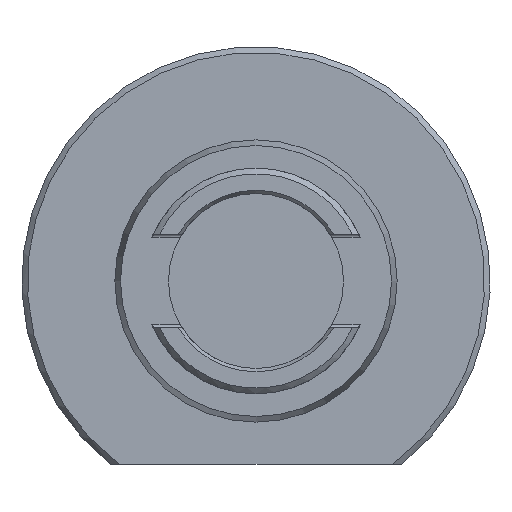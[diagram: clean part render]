
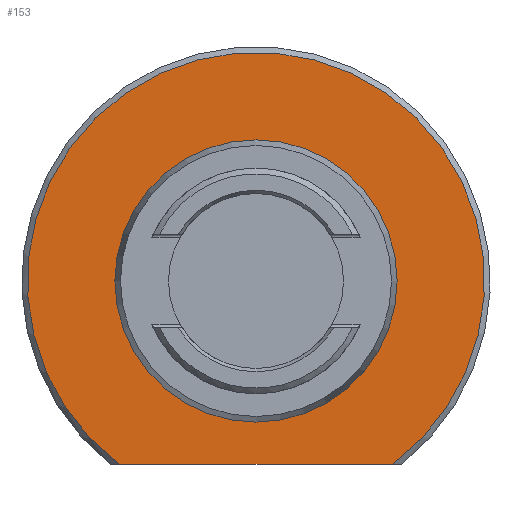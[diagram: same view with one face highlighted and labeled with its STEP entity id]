
A CAD part, left-side view. The second image highlights one B-rep face of the part: STEP entity #153.
In plain terms, the highlighted planar face has unit normal (-1, 0, 0).
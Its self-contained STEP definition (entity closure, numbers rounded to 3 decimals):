
#153 = ADVANCED_FACE( '', ( #382, #383 ), #384, .T. );
#382 = FACE_OUTER_BOUND( '', #702, .T. );
#383 = FACE_BOUND( '', #703, .T. );
#384 = PLANE( '', #704 );
#702 = EDGE_LOOP( '', ( #1095, #1096 ) );
#703 = EDGE_LOOP( '', ( #1097 ) );
#704 = AXIS2_PLACEMENT_3D( '', #1098, #1099, #1100 );
#1095 = ORIENTED_EDGE( '', *, *, #1827, .F. );
#1096 = ORIENTED_EDGE( '', *, *, #1828, .T. );
#1097 = ORIENTED_EDGE( '', *, *, #1829, .F. );
#1098 = CARTESIAN_POINT( '', ( -43.5, 0., 0. ) );
#1099 = DIRECTION( '', ( -1., 0., 0. ) );
#1100 = DIRECTION( '', ( 0., -1., 0. ) );
#1827 = EDGE_CURVE( '', #2192, #2193, #2194, .T. );
#1828 = EDGE_CURVE( '', #2192, #2193, #2195, .T. );
#1829 = EDGE_CURVE( '', #2196, #2196, #2197, .T. );
#2192 = VERTEX_POINT( '', #2703 );
#2193 = VERTEX_POINT( '', #2704 );
#2194 = LINE( '', #2705, #2706 );
#2195 = CIRCLE( '', #2707, 40.5 );
#2196 = VERTEX_POINT( '', #2708 );
#2197 = CIRCLE( '', #2709, 23.225 );
#2703 = CARTESIAN_POINT( '', ( -43.5, -24.166, -32.5 ) );
#2704 = CARTESIAN_POINT( '', ( -43.5, 24.166, -32.5 ) );
#2705 = CARTESIAN_POINT( '', ( -43.5, 0., -32.5 ) );
#2706 = VECTOR( '', #3233, 1000. );
#2707 = AXIS2_PLACEMENT_3D( '', #3234, #3235, #3236 );
#2708 = CARTESIAN_POINT( '', ( -43.5, 0., 23.225 ) );
#2709 = AXIS2_PLACEMENT_3D( '', #3237, #3238, #3239 );
#3233 = DIRECTION( '', ( 0., 1., 0. ) );
#3234 = CARTESIAN_POINT( '', ( -43.5, 0., 0. ) );
#3235 = DIRECTION( '', ( -1., 0., 0. ) );
#3236 = DIRECTION( '', ( 0., -1., 0. ) );
#3237 = CARTESIAN_POINT( '', ( -43.5, 0., 0. ) );
#3238 = DIRECTION( '', ( -1., 0., 0. ) );
#3239 = DIRECTION( '', ( 0., 0., 1. ) );
